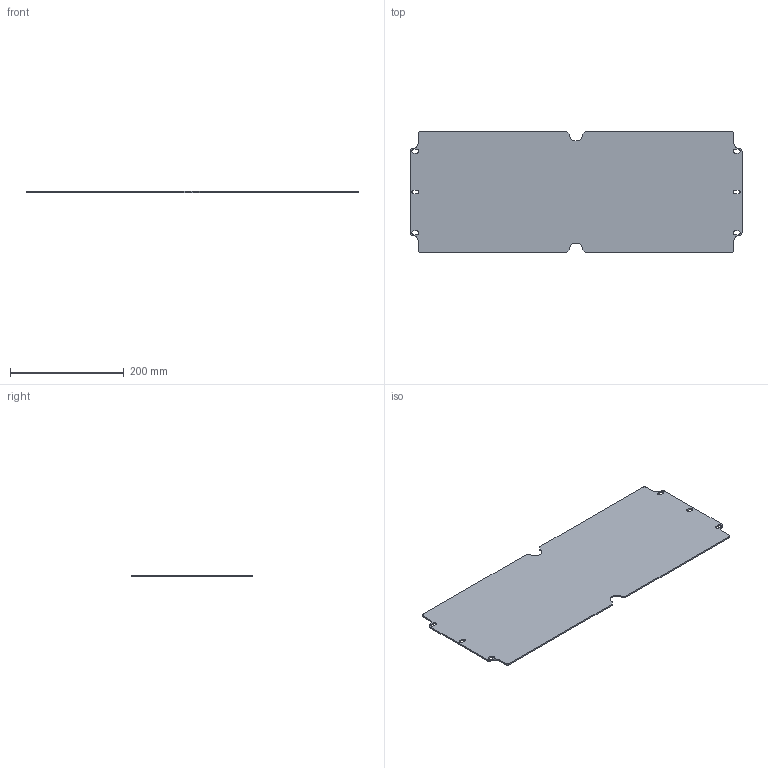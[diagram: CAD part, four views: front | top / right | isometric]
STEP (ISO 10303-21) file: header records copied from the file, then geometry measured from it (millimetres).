
FILE_DESCRIPTION(/* description */ (''),/* implementation_level */ '2;1');
FILE_NAME(/* name */ '0112101600 - Mo-Platte MBA 6023xx - Index01.stp',/* time_stamp */ '2022-10-26T07:47:14+02:00',/* author */ ('alexander.rose'),/* organization */ (''),/* preprocessor_version */ 'ST-DEVELOPER v18.1',/* originating_system */ 'Autodesk Inventor 2022',/* authorisation */ '');
FILE_SCHEMA (('AUTOMOTIVE_DESIGN { 1 0 10303 214 3 1 1 }'));
Length unit declared in the file: millimetre
Products named in the file (1): 0112101600 - Mo-Platte MBA 6023xx - Index01
Bounding box: 585 x 214 x 2.5 mm (x, y, z)
Volume: 305702 mm3; surface area: 249039.9 mm2
Topology: 1 solids, 1 shells, 54 faces, 156 edges, 104 vertices
Faces by surface type: plane 28, cylinder 26
Entity records: 1859 total; most frequent: DIRECTION 318, CARTESIAN_POINT 315, ORIENTED_EDGE 312, EDGE_CURVE 156, AXIS2_PLACEMENT_3D 107, LINE 104, VECTOR 104, VERTEX_POINT 104
